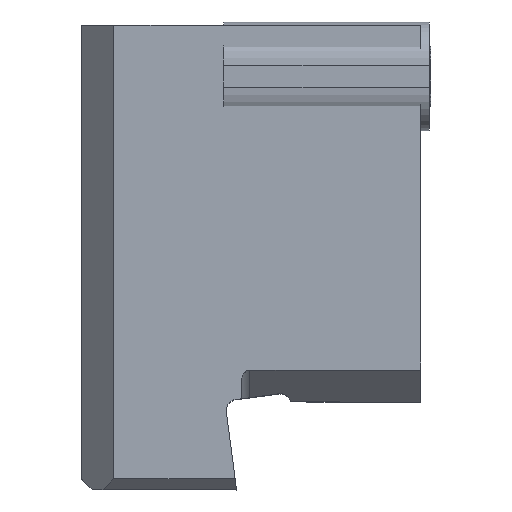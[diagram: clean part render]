
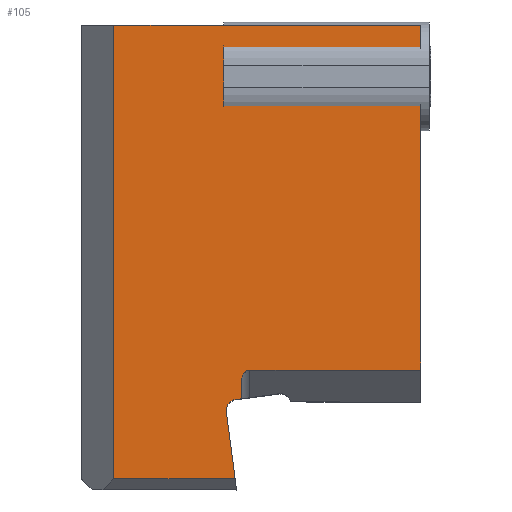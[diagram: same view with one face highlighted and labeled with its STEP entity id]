
A CAD part, top view. The second image highlights one B-rep face of the part: STEP entity #105.
In plain terms, the highlighted planar face has unit normal (0, 0, 1).
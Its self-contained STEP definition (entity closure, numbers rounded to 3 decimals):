
#101=ELLIPSE('',#1109,1.131,0.8);
#105=ADVANCED_FACE('',(#186),#155,.T.);
#155=PLANE('',#1110);
#186=FACE_OUTER_BOUND('',#229,.T.);
#229=EDGE_LOOP('',(#324,#325,#326,#327,#328,#329,#330,#331,#332,#333));
#286=CIRCLE('',#1108,1.);
#324=ORIENTED_EDGE('',*,*,#757,.F.);
#325=ORIENTED_EDGE('',*,*,#758,.F.);
#326=ORIENTED_EDGE('',*,*,#759,.F.);
#327=ORIENTED_EDGE('',*,*,#760,.T.);
#328=ORIENTED_EDGE('',*,*,#761,.F.);
#329=ORIENTED_EDGE('',*,*,#762,.T.);
#330=ORIENTED_EDGE('',*,*,#763,.F.);
#331=ORIENTED_EDGE('',*,*,#764,.F.);
#332=ORIENTED_EDGE('',*,*,#765,.F.);
#333=ORIENTED_EDGE('',*,*,#755,.F.);
#638=VERTEX_POINT('',#1473);
#639=VERTEX_POINT('',#1475);
#640=VERTEX_POINT('',#1479);
#641=VERTEX_POINT('',#1481);
#642=VERTEX_POINT('',#1483);
#643=VERTEX_POINT('',#1485);
#644=VERTEX_POINT('',#1487);
#645=VERTEX_POINT('',#1489);
#646=VERTEX_POINT('',#1491);
#647=VERTEX_POINT('',#1493);
#755=EDGE_CURVE('',#638,#639,#912,.T.);
#757=EDGE_CURVE('',#640,#638,#914,.T.);
#758=EDGE_CURVE('',#641,#640,#915,.T.);
#759=EDGE_CURVE('',#642,#641,#916,.T.);
#760=EDGE_CURVE('',#642,#643,#917,.T.);
#761=EDGE_CURVE('',#644,#643,#286,.T.);
#762=EDGE_CURVE('',#644,#645,#918,.T.);
#763=EDGE_CURVE('',#646,#645,#919,.T.);
#764=EDGE_CURVE('',#647,#646,#101,.T.);
#765=EDGE_CURVE('',#639,#647,#920,.T.);
#912=LINE('',#1474,#1010);
#914=LINE('',#1478,#1012);
#915=LINE('',#1480,#1013);
#916=LINE('',#1482,#1014);
#917=LINE('',#1484,#1015);
#918=LINE('',#1488,#1016);
#919=LINE('',#1490,#1017);
#920=LINE('',#1494,#1018);
#1010=VECTOR('',#1199,1.);
#1012=VECTOR('',#1203,1.);
#1013=VECTOR('',#1204,1.);
#1014=VECTOR('',#1205,1.);
#1015=VECTOR('',#1206,1.);
#1016=VECTOR('',#1209,1.);
#1017=VECTOR('',#1210,1.);
#1018=VECTOR('',#1213,1.);
#1108=AXIS2_PLACEMENT_3D('',#1486,#1207,#1208);
#1109=AXIS2_PLACEMENT_3D('',#1492,#1211,#1212);
#1110=AXIS2_PLACEMENT_3D('',#1495,#1214,#1215);
#1199=DIRECTION('',(0.,-1.,0.));
#1203=DIRECTION('',(1.,0.,0.));
#1204=DIRECTION('',(0.,1.,0.));
#1205=DIRECTION('',(-1.,0.,0.));
#1206=DIRECTION('',(-0.131,0.991,0.));
#1207=DIRECTION('',(0.,0.,1.));
#1208=DIRECTION('',(0.,1.,0.));
#1209=DIRECTION('',(0.991,0.131,0.));
#1210=DIRECTION('',(0.,-1.,0.));
#1211=DIRECTION('',(0.,0.,1.));
#1212=DIRECTION('',(0.,-1.,0.));
#1213=DIRECTION('',(-1.,0.,0.));
#1214=DIRECTION('',(0.,0.,1.));
#1215=DIRECTION('',(0.,1.,0.));
#1473=CARTESIAN_POINT('',(-0.8,-0.3,18.65));
#1474=CARTESIAN_POINT('',(-0.8,-10.,18.65));
#1475=CARTESIAN_POINT('',(-0.8,-32.,18.65));
#1478=CARTESIAN_POINT('',(-32.,-0.3,18.65));
#1479=CARTESIAN_POINT('',(-29.,-0.3,18.65));
#1480=CARTESIAN_POINT('',(-29.,-43.,18.65));
#1481=CARTESIAN_POINT('',(-29.,-42.,18.65));
#1482=CARTESIAN_POINT('',(-0.8,-42.,18.65));
#1483=CARTESIAN_POINT('',(-17.858,-42.,18.65));
#1484=CARTESIAN_POINT('',(-17.438,-45.19,18.65));
#1485=CARTESIAN_POINT('',(-18.669,-35.834,18.65));
#1486=CARTESIAN_POINT('',(-17.678,-35.704,18.65));
#1487=CARTESIAN_POINT('',(-17.809,-34.712,18.65));
#1488=CARTESIAN_POINT('',(-2.162,-32.653,18.65));
#1489=CARTESIAN_POINT('',(-17.3,-34.645,18.65));
#1490=CARTESIAN_POINT('',(-17.3,-43.,18.65));
#1491=CARTESIAN_POINT('',(-17.3,-33.131,18.65));
#1492=CARTESIAN_POINT('',(-16.5,-33.131,18.65));
#1493=CARTESIAN_POINT('',(-16.5,-32.,18.65));
#1494=CARTESIAN_POINT('',(-0.8,-32.,18.65));
#1495=CARTESIAN_POINT('',(-0.8,-43.,18.65));
